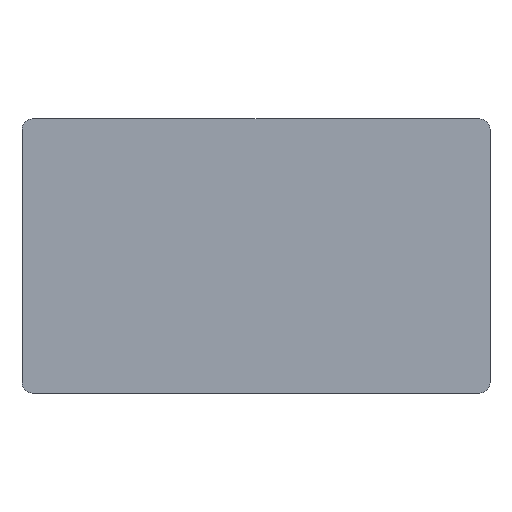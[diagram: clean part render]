
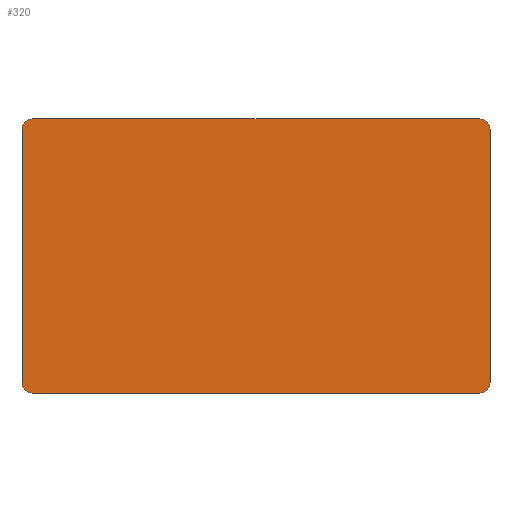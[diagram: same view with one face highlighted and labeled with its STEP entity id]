
A CAD part, front view. The second image highlights one B-rep face of the part: STEP entity #320.
In plain terms, the highlighted planar face has unit normal (0, -1, 0).
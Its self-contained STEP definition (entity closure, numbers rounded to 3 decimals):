
#30=PLANE('',#383);
#50=FACE_OUTER_BOUND('',#74,.T.);
#74=EDGE_LOOP('',(#285,#286,#287,#288,#289,#290,#291,#292));
#79=LINE('',#503,#101);
#85=LINE('',#527,#107);
#88=LINE('',#535,#110);
#90=LINE('',#541,#112);
#101=VECTOR('',#398,10.);
#107=VECTOR('',#422,10.);
#110=VECTOR('',#431,10.);
#112=VECTOR('',#439,10.);
#120=CIRCLE('',#346,2.);
#126=CIRCLE('',#355,2.);
#127=CIRCLE('',#358,2.);
#128=CIRCLE('',#361,2.);
#141=VERTEX_POINT('',#493);
#142=VERTEX_POINT('',#495);
#144=VERTEX_POINT('',#501);
#152=VERTEX_POINT('',#521);
#153=VERTEX_POINT('',#525);
#154=VERTEX_POINT('',#529);
#155=VERTEX_POINT('',#533);
#156=VERTEX_POINT('',#537);
#169=EDGE_CURVE('',#141,#142,#120,.T.);
#173=EDGE_CURVE('',#144,#141,#79,.T.);
#183=EDGE_CURVE('',#152,#144,#126,.T.);
#185=EDGE_CURVE('',#153,#152,#85,.T.);
#187=EDGE_CURVE('',#154,#153,#127,.T.);
#189=EDGE_CURVE('',#155,#154,#88,.T.);
#191=EDGE_CURVE('',#156,#155,#128,.T.);
#192=EDGE_CURVE('',#142,#156,#90,.T.);
#285=ORIENTED_EDGE('',*,*,#169,.F.);
#286=ORIENTED_EDGE('',*,*,#173,.F.);
#287=ORIENTED_EDGE('',*,*,#183,.F.);
#288=ORIENTED_EDGE('',*,*,#185,.F.);
#289=ORIENTED_EDGE('',*,*,#187,.F.);
#290=ORIENTED_EDGE('',*,*,#189,.F.);
#291=ORIENTED_EDGE('',*,*,#191,.F.);
#292=ORIENTED_EDGE('',*,*,#192,.F.);
#320=ADVANCED_FACE('',(#50),#30,.F.);
#346=AXIS2_PLACEMENT_3D('',#496,#391,#392);
#355=AXIS2_PLACEMENT_3D('',#523,#417,#418);
#358=AXIS2_PLACEMENT_3D('',#531,#426,#427);
#361=AXIS2_PLACEMENT_3D('',#539,#435,#436);
#383=AXIS2_PLACEMENT_3D('',#578,#486,#487);
#391=DIRECTION('center_axis',(0.,1.,0.));
#392=DIRECTION('ref_axis',(-0.707,0.,-0.707));
#398=DIRECTION('',(-1.,0.,0.));
#417=DIRECTION('center_axis',(0.,1.,0.));
#418=DIRECTION('ref_axis',(0.707,0.,-0.707));
#422=DIRECTION('',(0.,0.,-1.));
#426=DIRECTION('center_axis',(0.,1.,0.));
#427=DIRECTION('ref_axis',(0.707,0.,0.707));
#431=DIRECTION('',(1.,0.,0.));
#435=DIRECTION('center_axis',(0.,1.,0.));
#436=DIRECTION('ref_axis',(-0.707,0.,0.707));
#439=DIRECTION('',(0.,0.,1.));
#486=DIRECTION('center_axis',(0.,1.,0.));
#487=DIRECTION('ref_axis',(0.,0.,1.));
#493=CARTESIAN_POINT('',(2.,0.,-52.1));
#495=CARTESIAN_POINT('',(0.,0.,-50.1));
#496=CARTESIAN_POINT('Origin',(2.,0.,-50.1));
#501=CARTESIAN_POINT('',(86.9,0.,-52.1));
#503=CARTESIAN_POINT('',(88.9,0.,-52.1));
#521=CARTESIAN_POINT('',(88.9,0.,-50.1));
#523=CARTESIAN_POINT('Origin',(86.9,0.,-50.1));
#525=CARTESIAN_POINT('',(88.9,0.,-2.));
#527=CARTESIAN_POINT('',(88.9,0.,0.));
#529=CARTESIAN_POINT('',(86.9,0.,0.));
#531=CARTESIAN_POINT('Origin',(86.9,0.,-2.));
#533=CARTESIAN_POINT('',(2.,0.,0.));
#535=CARTESIAN_POINT('',(0.,0.,0.));
#537=CARTESIAN_POINT('',(0.,0.,-2.));
#539=CARTESIAN_POINT('Origin',(2.,0.,-2.));
#541=CARTESIAN_POINT('',(0.,0.,-52.1));
#578=CARTESIAN_POINT('Origin',(44.45,0.,-26.05));
